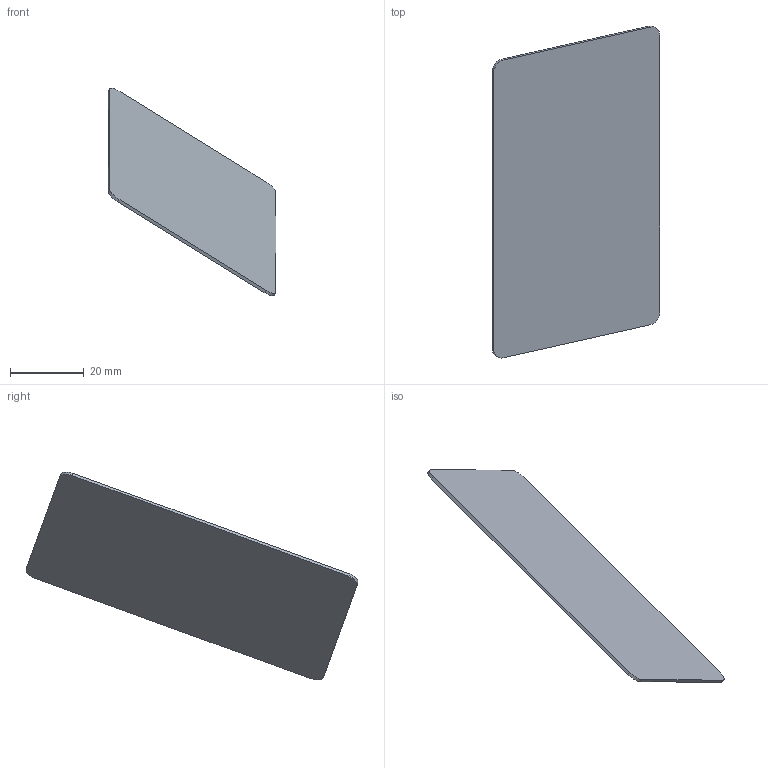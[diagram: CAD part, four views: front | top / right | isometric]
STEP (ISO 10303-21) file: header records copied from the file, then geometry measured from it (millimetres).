
FILE_DESCRIPTION(('CATIA V5 STEP Exchange'),'2;1');
FILE_NAME('44339CHU-MB.stp','2023-09-25T07:29:17+00:00',('none'),('none'),'CATIA Version 5-6 Release 2016 SP6','CATIA V5 STEP AP203','none');
FILE_SCHEMA(('CONFIG_CONTROL_DESIGN'));
Length unit declared in the file: millimetre
Products named in the file (1): 44339CHU-MB
Assembly tree (2 placements, depth 2):
  44339CHU-MB
    #57
    #101
Bounding box: 45.55 x 90.18 x 56.49 mm (x, y, z)
Volume: 3709 mm3; surface area: 9492.4 mm2
Topology: 1 solids, 1 shells, 10 faces, 26 edges, 20 vertices
Faces by surface type: plane 6, cylinder 4
Entity records: 393 total; most frequent: CARTESIAN_POINT 60, DIRECTION 54, ORIENTED_EDGE 48, EDGE_CURVE 24, AXIS2_PLACEMENT_3D 22, VECTOR 18, LINE 18, VERTEX_POINT 16
